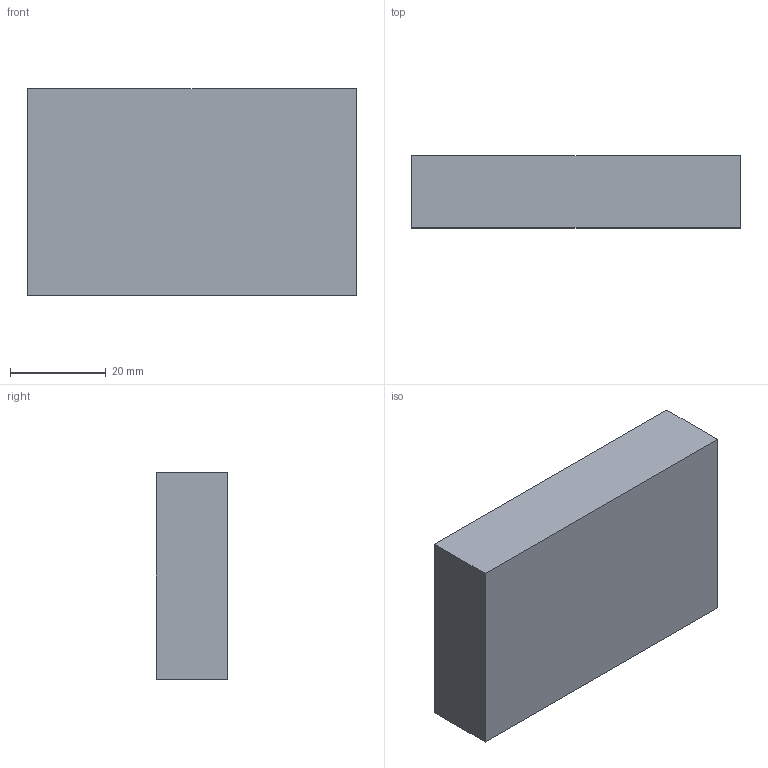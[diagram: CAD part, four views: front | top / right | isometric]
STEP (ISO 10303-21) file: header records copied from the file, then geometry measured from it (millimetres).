
FILE_DESCRIPTION(/* description */ (''),/* implementation_level */ '2;1');
FILE_NAME(/* name */ 'Example Implementation Model.step',/* time_stamp */ '2020-03-30T12:59:01+09:00',/* author */ (''),/* organization */ (''),/* preprocessor_version */ 'ST-DEVELOPER v18',/* originating_system */ 'Autodesk Translation Framework v8.12.0.6',/* authorisation */ '');
FILE_SCHEMA (('AUTOMOTIVE_DESIGN { 1 0 10303 214 3 1 1 }'));
Length unit declared in the file: millimetre
Products named in the file (17): Daughterboard-Test; Unified-Daughterboard v1; USON-10_2.5x1.0mm_P0; SOLID; L_1206_3216Metric; SOLID (1); R_1206_3216Metric; SOLID (3); D_SOD-123; SOLID (4); HRO__TYPE-C-31-M-12; SOLID (5); JST-SR-4; SOLID (6); COMPOUND; R_0603_1608Metric; SOLID (2)
Assembly tree (17 placements, depth 4):
  Daughterboard-Test
    Unified-Daughterboard v1
      USON-10_2.5x1.0mm_P0
        SOLID
      L_1206_3216Metric
        SOLID (1)
      R_0603_1608Metric  x2
        SOLID (2)
      R_1206_3216Metric
        SOLID (3)
      D_SOD-123
        SOLID (4)
      HRO__TYPE-C-31-M-12
        SOLID (5)
      JST-SR-4
        SOLID (6)
      COMPOUND
Bounding box: 68.5 x 15 x 43 mm (x, y, z)
Volume: 39891.4 mm3; surface area: 11872.4 mm2
Topology: 10 solids, 10 shells, 525 faces, 1421 edges, 930 vertices
Faces by surface type: plane 388, cylinder 127, cone 10
Full cylindrical faces by diameter (mm): 0.2 x1, 0.5 x2, 0.65 x2, 1.6 x4, 2.2 x4
Entity records: 16356 total; most frequent: CARTESIAN_POINT 2772, ORIENTED_EDGE 2706, DIRECTION 2697, EDGE_CURVE 1353, LINE 1075, VECTOR 1075, VERTEX_POINT 886, AXIS2_PLACEMENT_3D 811
